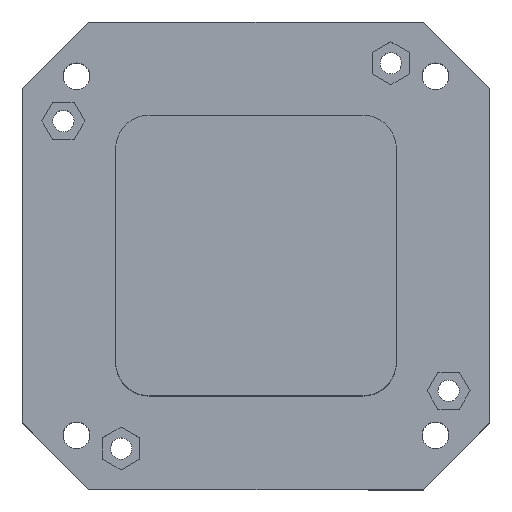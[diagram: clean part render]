
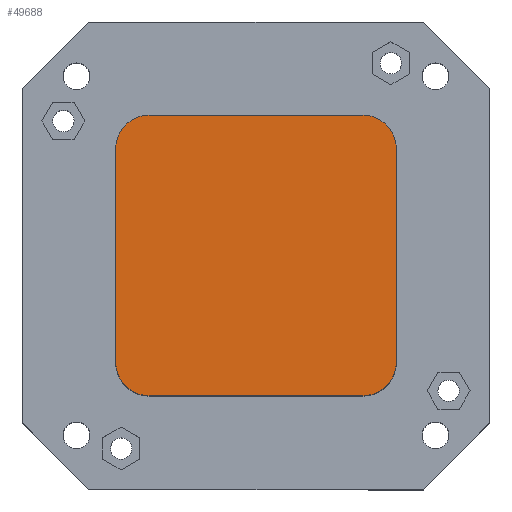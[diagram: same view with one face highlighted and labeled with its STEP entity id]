
A CAD part, top view. The second image highlights one B-rep face of the part: STEP entity #49688.
In plain terms, the highlighted planar face has unit normal (0, 0, 1).
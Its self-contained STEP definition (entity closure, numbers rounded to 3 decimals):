
#878 = CARTESIAN_POINT ( 'NONE',  ( 21., 16., 33. ) ) ;
#1466 = AXIS2_PLACEMENT_3D ( 'NONE', #20507, #43435, #8956 ) ;
#1955 = DIRECTION ( 'NONE',  ( 1., 0., 0. ) ) ;
#2196 = CARTESIAN_POINT ( 'NONE',  ( 16., -16., 33. ) ) ;
#3047 = CIRCLE ( 'NONE', #35290, 5. ) ;
#4193 = DIRECTION ( 'NONE',  ( -1., 0., 0. ) ) ;
#5629 = DIRECTION ( 'NONE',  ( 0., 1., 0. ) ) ;
#5665 = VERTEX_POINT ( 'NONE', #28234 ) ;
#6328 = EDGE_CURVE ( 'NONE', #15445, #15335, #36306, .T. ) ;
#7317 = VECTOR ( 'NONE', #47581, 1000. ) ;
#7367 = LINE ( 'NONE', #35259, #16833 ) ;
#7882 = CARTESIAN_POINT ( 'NONE',  ( -16., -16., 33. ) ) ;
#8956 = DIRECTION ( 'NONE',  ( -1., 0., 0. ) ) ;
#9328 = EDGE_CURVE ( 'NONE', #14769, #39881, #7367, .T. ) ;
#9796 = CARTESIAN_POINT ( 'NONE',  ( -21., 16., 33. ) ) ;
#10624 = ORIENTED_EDGE ( 'NONE', *, *, #34340, .T. ) ;
#11037 = LINE ( 'NONE', #30410, #42963 ) ;
#11153 = PLANE ( 'NONE',  #23698 ) ;
#12134 = DIRECTION ( 'NONE',  ( -1., 0., 0. ) ) ;
#12296 = CARTESIAN_POINT ( 'NONE',  ( 21., -16., 33. ) ) ;
#12854 = LINE ( 'NONE', #31718, #7317 ) ;
#14330 = EDGE_CURVE ( 'NONE', #5665, #47325, #21130, .T. ) ;
#14769 = VERTEX_POINT ( 'NONE', #27989 ) ;
#15335 = VERTEX_POINT ( 'NONE', #12296 ) ;
#15445 = VERTEX_POINT ( 'NONE', #16061 ) ;
#15762 = EDGE_CURVE ( 'NONE', #39881, #21866, #22348, .T. ) ;
#16061 = CARTESIAN_POINT ( 'NONE',  ( 16., -21., 33. ) ) ;
#16833 = VECTOR ( 'NONE', #12134, 1000. ) ;
#17957 = EDGE_CURVE ( 'NONE', #45657, #14769, #3047, .T. ) ;
#19388 = EDGE_CURVE ( 'NONE', #15335, #45657, #21454, .T. ) ;
#19695 = CARTESIAN_POINT ( 'NONE',  ( -16., 21., 33. ) ) ;
#20507 = CARTESIAN_POINT ( 'NONE',  ( -16., 16., 33. ) ) ;
#21130 = CIRCLE ( 'NONE', #49300, 5. ) ;
#21303 = DIRECTION ( 'NONE',  ( 0., 0., 1. ) ) ;
#21454 = LINE ( 'NONE', #36817, #33638 ) ;
#21655 = ORIENTED_EDGE ( 'NONE', *, *, #14330, .T. ) ;
#21866 = VERTEX_POINT ( 'NONE', #9796 ) ;
#22348 = CIRCLE ( 'NONE', #1466, 5. ) ;
#22534 = ORIENTED_EDGE ( 'NONE', *, *, #15762, .T. ) ;
#23346 = EDGE_LOOP ( 'NONE', ( #21655, #10624, #42379, #25698, #37288, #46665, #22534, #28974 ) ) ;
#23698 = AXIS2_PLACEMENT_3D ( 'NONE', #7882, #26737, #45905 ) ;
#25698 = ORIENTED_EDGE ( 'NONE', *, *, #19388, .T. ) ;
#25846 = AXIS2_PLACEMENT_3D ( 'NONE', #2196, #21303, #1955 ) ;
#26737 = DIRECTION ( 'NONE',  ( 0., 0., -1. ) ) ;
#27122 = CARTESIAN_POINT ( 'NONE',  ( -16., -21., 33. ) ) ;
#27989 = CARTESIAN_POINT ( 'NONE',  ( 16., 21., 33. ) ) ;
#28234 = CARTESIAN_POINT ( 'NONE',  ( -21., -16., 33. ) ) ;
#28974 = ORIENTED_EDGE ( 'NONE', *, *, #41266, .T. ) ;
#30373 = CARTESIAN_POINT ( 'NONE',  ( 16., 16., 33. ) ) ;
#30410 = CARTESIAN_POINT ( 'NONE',  ( -16., -21., 33. ) ) ;
#31718 = CARTESIAN_POINT ( 'NONE',  ( -21., -16., 33. ) ) ;
#33638 = VECTOR ( 'NONE', #5629, 1000. ) ;
#33683 = DIRECTION ( 'NONE',  ( 0., 0., 1. ) ) ;
#34142 = DIRECTION ( 'NONE',  ( 0., 0., 1. ) ) ;
#34340 = EDGE_CURVE ( 'NONE', #47325, #15445, #11037, .T. ) ;
#35259 = CARTESIAN_POINT ( 'NONE',  ( -16., 21., 33. ) ) ;
#35290 = AXIS2_PLACEMENT_3D ( 'NONE', #30373, #34142, #4193 ) ;
#36306 = CIRCLE ( 'NONE', #25846, 5. ) ;
#36817 = CARTESIAN_POINT ( 'NONE',  ( 21., -16., 33. ) ) ;
#37288 = ORIENTED_EDGE ( 'NONE', *, *, #17957, .T. ) ;
#37476 = CARTESIAN_POINT ( 'NONE',  ( -16., -16., 33. ) ) ;
#37568 = FACE_OUTER_BOUND ( 'NONE', #23346, .T. ) ;
#39881 = VERTEX_POINT ( 'NONE', #19695 ) ;
#41266 = EDGE_CURVE ( 'NONE', #21866, #5665, #12854, .T. ) ;
#42379 = ORIENTED_EDGE ( 'NONE', *, *, #6328, .T. ) ;
#42963 = VECTOR ( 'NONE', #45019, 1000. ) ;
#43435 = DIRECTION ( 'NONE',  ( 0., 0., 1. ) ) ;
#45019 = DIRECTION ( 'NONE',  ( 1., 0., 0. ) ) ;
#45657 = VERTEX_POINT ( 'NONE', #878 ) ;
#45905 = DIRECTION ( 'NONE',  ( -1., 0., 0. ) ) ;
#46665 = ORIENTED_EDGE ( 'NONE', *, *, #9328, .T. ) ;
#47325 = VERTEX_POINT ( 'NONE', #27122 ) ;
#47581 = DIRECTION ( 'NONE',  ( 0., -1., 0. ) ) ;
#49066 = DIRECTION ( 'NONE',  ( -1., 0., 0. ) ) ;
#49300 = AXIS2_PLACEMENT_3D ( 'NONE', #37476, #33683, #49066 ) ;
#49688 = ADVANCED_FACE ( 'NONE', ( #37568 ), #11153, .F. ) ;
